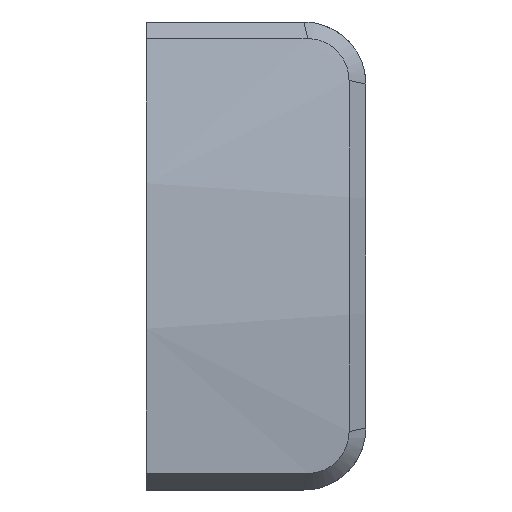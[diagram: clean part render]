
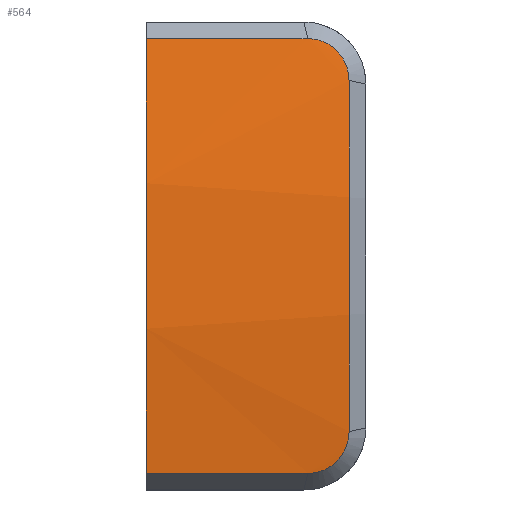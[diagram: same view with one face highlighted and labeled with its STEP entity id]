
A CAD part, left-side view. The second image highlights one B-rep face of the part: STEP entity #564.
In plain terms, the highlighted conical face has half-angle 10 degrees and reference radius 66.04 mm.
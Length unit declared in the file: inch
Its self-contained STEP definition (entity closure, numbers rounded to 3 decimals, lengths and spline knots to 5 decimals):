
#17=CONICAL_SURFACE('',#627,2.6,0.175);
#18=B_SPLINE_CURVE_WITH_KNOTS('',3,(#896,#897,#898,#899,#900,#901,#902,
#903,#904,#905,#906,#907,#908,#909),.UNSPECIFIED.,.F.,.F.,(4,2,2,2,2,2,
4),(-0.34905,-0.30211,-0.2553,-0.17437,
-0.13419,-0.06712,0.),.UNSPECIFIED.);
#20=B_SPLINE_CURVE_WITH_KNOTS('',3,(#998,#999,#1000,#1001,#1002,#1003,#1004,
#1005,#1006,#1007,#1008,#1009,#1010,#1011),.UNSPECIFIED.,.F.,.F.,(4,2,2,
2,2,2,4),(-0.34863,-0.28168,-0.21459,-0.17422,
-0.09318,-0.04671,0.),.UNSPECIFIED.);
#23=B_SPLINE_CURVE_WITH_KNOTS('',3,(#1116,#1117,#1118,#1119,#1120,#1121,
#1122,#1123,#1124,#1125),.UNSPECIFIED.,.F.,.F.,(4,3,3,4),(0.,0.0032,
0.00597,0.00875),.UNSPECIFIED.);
#25=B_SPLINE_CURVE_WITH_KNOTS('',3,(#1187,#1188,#1189,#1190,#1191,#1192,
#1193,#1194,#1195,#1196),.UNSPECIFIED.,.F.,.F.,(4,3,3,4),(0.,
0.00314,0.00594,0.00875),
 .UNSPECIFIED.);
#64=FACE_OUTER_BOUND('',#96,.T.);
#96=EDGE_LOOP('',(#431,#432,#433,#434,#435,#436));
#211=CIRCLE('',#612,2.52508);
#219=CIRCLE('',#628,2.6);
#240=VERTEX_POINT('',#892);
#242=VERTEX_POINT('',#895);
#244=VERTEX_POINT('',#994);
#246=VERTEX_POINT('',#997);
#249=VERTEX_POINT('',#1108);
#262=VERTEX_POINT('',#1186);
#295=EDGE_CURVE('',#242,#240,#18,.T.);
#299=EDGE_CURVE('',#246,#244,#20,.T.);
#302=EDGE_CURVE('',#244,#242,#211,.T.);
#305=EDGE_CURVE('',#240,#249,#23,.T.);
#326=EDGE_CURVE('',#262,#246,#25,.T.);
#329=EDGE_CURVE('',#262,#249,#219,.T.);
#431=ORIENTED_EDGE('',*,*,#299,.T.);
#432=ORIENTED_EDGE('',*,*,#302,.T.);
#433=ORIENTED_EDGE('',*,*,#295,.T.);
#434=ORIENTED_EDGE('',*,*,#305,.T.);
#435=ORIENTED_EDGE('',*,*,#329,.F.);
#436=ORIENTED_EDGE('',*,*,#326,.T.);
#564=ADVANCED_FACE('',(#64),#17,.T.);
#612=AXIS2_PLACEMENT_3D('',#1035,#692,#693);
#627=AXIS2_PLACEMENT_3D('',#1210,#735,#736);
#628=AXIS2_PLACEMENT_3D('',#1211,#737,#738);
#692=DIRECTION('center_axis',(0.,1.,0.));
#693=DIRECTION('ref_axis',(0.,0.,-1.));
#735=DIRECTION('center_axis',(0.,1.,0.));
#736=DIRECTION('ref_axis',(0.,0.,1.));
#737=DIRECTION('center_axis',(0.,1.,0.));
#738=DIRECTION('ref_axis',(0.,0.,1.));
#892=CARTESIAN_POINT('',(-1.31979,-0.33895,0.45504));
#895=CARTESIAN_POINT('',(-1.31886,-0.4249,0.36738));
#896=CARTESIAN_POINT('Ctrl Pts',(-1.31886,-0.4249,0.36738));
#897=CARTESIAN_POINT('Ctrl Pts',(-1.31796,-0.42493,0.37345));
#898=CARTESIAN_POINT('Ctrl Pts',(-1.31716,-0.42429,0.37953));
#899=CARTESIAN_POINT('Ctrl Pts',(-1.31577,-0.42179,0.39144));
#900=CARTESIAN_POINT('Ctrl Pts',(-1.31517,-0.41992,0.39727));
#901=CARTESIAN_POINT('Ctrl Pts',(-1.31389,-0.41329,0.41253));
#902=CARTESIAN_POINT('Ctrl Pts',(-1.31344,-0.40739,0.4215));
#903=CARTESIAN_POINT('Ctrl Pts',(-1.31346,-0.39637,0.43285));
#904=CARTESIAN_POINT('Ctrl Pts',(-1.31358,-0.39236,0.43627));
#905=CARTESIAN_POINT('Ctrl Pts',(-1.31421,-0.38088,0.44439));
#906=CARTESIAN_POINT('Ctrl Pts',(-1.31491,-0.37295,0.44835));
#907=CARTESIAN_POINT('Ctrl Pts',(-1.31693,-0.3563,0.45371));
#908=CARTESIAN_POINT('Ctrl Pts',(-1.31823,-0.34762,0.45509));
#909=CARTESIAN_POINT('Ctrl Pts',(-1.31979,-0.33895,0.45504));
#994=CARTESIAN_POINT('',(-1.31886,-0.4249,-0.36738));
#997=CARTESIAN_POINT('',(-1.31979,-0.33895,-0.45504));
#998=CARTESIAN_POINT('Ctrl Pts',(-1.31979,-0.33895,-0.45504));
#999=CARTESIAN_POINT('Ctrl Pts',(-1.31824,-0.34757,-0.45508));
#1000=CARTESIAN_POINT('Ctrl Pts',(-1.31694,-0.35621,
-0.45371));
#1001=CARTESIAN_POINT('Ctrl Pts',(-1.31493,-0.3728,-0.44839));
#1002=CARTESIAN_POINT('Ctrl Pts',(-1.31422,-0.38073,-0.44446));
#1003=CARTESIAN_POINT('Ctrl Pts',(-1.31359,-0.39222,-0.43638));
#1004=CARTESIAN_POINT('Ctrl Pts',(-1.31346,-0.39626,
-0.43295));
#1005=CARTESIAN_POINT('Ctrl Pts',(-1.31344,-0.40737,
-0.42153));
#1006=CARTESIAN_POINT('Ctrl Pts',(-1.31389,-0.41331,
-0.41253));
#1007=CARTESIAN_POINT('Ctrl Pts',(-1.31518,-0.41995,
-0.39723));
#1008=CARTESIAN_POINT('Ctrl Pts',(-1.31577,-0.42181,-0.39141));
#1009=CARTESIAN_POINT('Ctrl Pts',(-1.31716,-0.4243,
-0.37952));
#1010=CARTESIAN_POINT('Ctrl Pts',(-1.31796,-0.42493,
-0.37345));
#1011=CARTESIAN_POINT('Ctrl Pts',(-1.31886,-0.4249,
-0.36738));
#1035=CARTESIAN_POINT('Origin',(1.17935,-0.4249,0.));
#1108=CARTESIAN_POINT('',(-1.38056,0.,0.45483));
#1116=CARTESIAN_POINT('Ctrl Pts',(-1.31979,-0.33895,
0.45504));
#1117=CARTESIAN_POINT('Ctrl Pts',(-1.32721,-0.29761,0.45501));
#1118=CARTESIAN_POINT('Ctrl Pts',(-1.33462,-0.25626,
0.45499));
#1119=CARTESIAN_POINT('Ctrl Pts',(-1.34203,-0.21492,
0.45496));
#1120=CARTESIAN_POINT('Ctrl Pts',(-1.34846,-0.1791,
0.45494));
#1121=CARTESIAN_POINT('Ctrl Pts',(-1.35488,-0.14328,
0.45492));
#1122=CARTESIAN_POINT('Ctrl Pts',(-1.3613,-0.10746,
0.45489));
#1123=CARTESIAN_POINT('Ctrl Pts',(-1.36772,-0.07164,
0.45487));
#1124=CARTESIAN_POINT('Ctrl Pts',(-1.37414,-0.03582,
0.45485));
#1125=CARTESIAN_POINT('Ctrl Pts',(-1.38056,0.,
0.45483));
#1186=CARTESIAN_POINT('',(-1.38056,0.,-0.45483));
#1187=CARTESIAN_POINT('Ctrl Pts',(-1.38056,0.,
-0.45483));
#1188=CARTESIAN_POINT('Ctrl Pts',(-1.37329,-0.04053,
-0.45485));
#1189=CARTESIAN_POINT('Ctrl Pts',(-1.36603,-0.08107,
-0.45488));
#1190=CARTESIAN_POINT('Ctrl Pts',(-1.35876,-0.1216,
-0.4549));
#1191=CARTESIAN_POINT('Ctrl Pts',(-1.35227,-0.15782,-0.45493));
#1192=CARTESIAN_POINT('Ctrl Pts',(-1.34578,-0.19405,-0.45495));
#1193=CARTESIAN_POINT('Ctrl Pts',(-1.33928,-0.23027,
-0.45497));
#1194=CARTESIAN_POINT('Ctrl Pts',(-1.33279,-0.2665,
-0.45499));
#1195=CARTESIAN_POINT('Ctrl Pts',(-1.32629,-0.30272,
-0.45502));
#1196=CARTESIAN_POINT('Ctrl Pts',(-1.31979,-0.33895,-0.45504));
#1210=CARTESIAN_POINT('Origin',(1.17935,0.,
0.));
#1211=CARTESIAN_POINT('Origin',(1.17935,0.,
0.));
